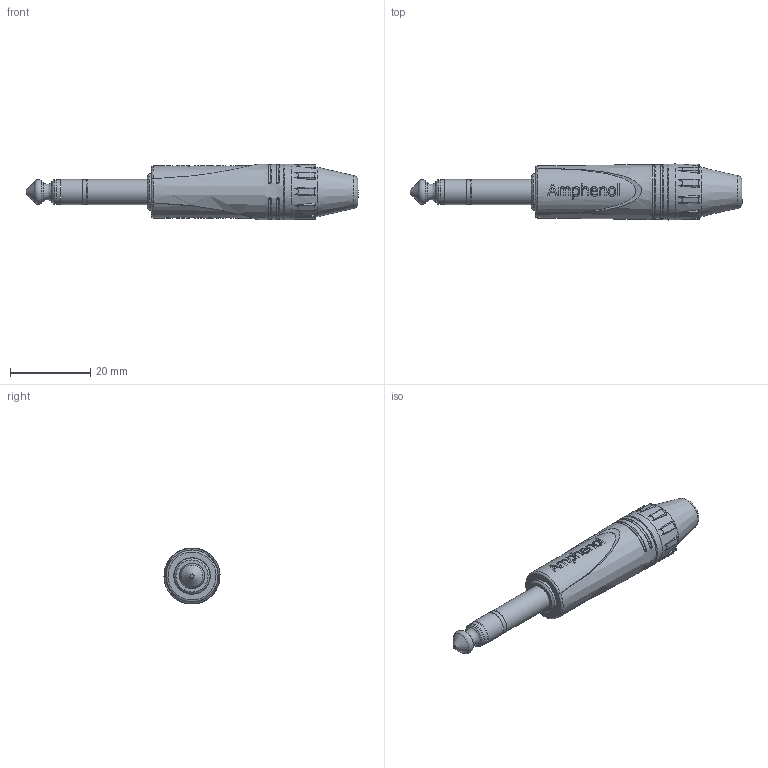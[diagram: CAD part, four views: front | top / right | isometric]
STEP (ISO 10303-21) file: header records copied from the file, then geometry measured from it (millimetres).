
FILE_DESCRIPTION(/* description */ (''),/* implementation_level */ '2;1');
FILE_NAME(/* name */ 'QS3P.stp',/* time_stamp */ '2018-08-06T12:45:05+10:00',/* author */ ('minh'),/* organization */ (''),/* preprocessor_version */ 'ST-DEVELOPER v16.1',/* originating_system */ 'Autodesk Inventor 2016',/* authorisation */ '');
FILE_SCHEMA (('AUTOMOTIVE_DESIGN { 1 0 10303 214 3 1 1 }'));
Length unit declared in the file: inch
Products named in the file (1): QS3P_Shrinkwrap_1
Bounding box: 82.95 x 13.99 x 13.99 mm (x, y, z)
Surface area: 3170.6 mm2 (no closed solid volume)
Topology: 0 solids, 39 shells, 171 faces, 809 edges, 650 vertices
Faces by surface type: cylinder 85, plane 37, bspline 21, torus 14, sphere 8, cone 6
Full cylindrical faces by diameter (mm): 3 x1, 6.15 x2, 6.2 x1, 6.32 x2, 7.5 x1, 9 x1, 14 x1
Entity records: 10738 total; most frequent: CARTESIAN_POINT 4921, ORIENTED_EDGE 1009, DIRECTION 976, EDGE_CURVE 761, VERTEX_POINT 645, AXIS2_PLACEMENT_3D 393, B_SPLINE_CURVE_WITH_KNOTS 327, EDGE_LOOP 234
